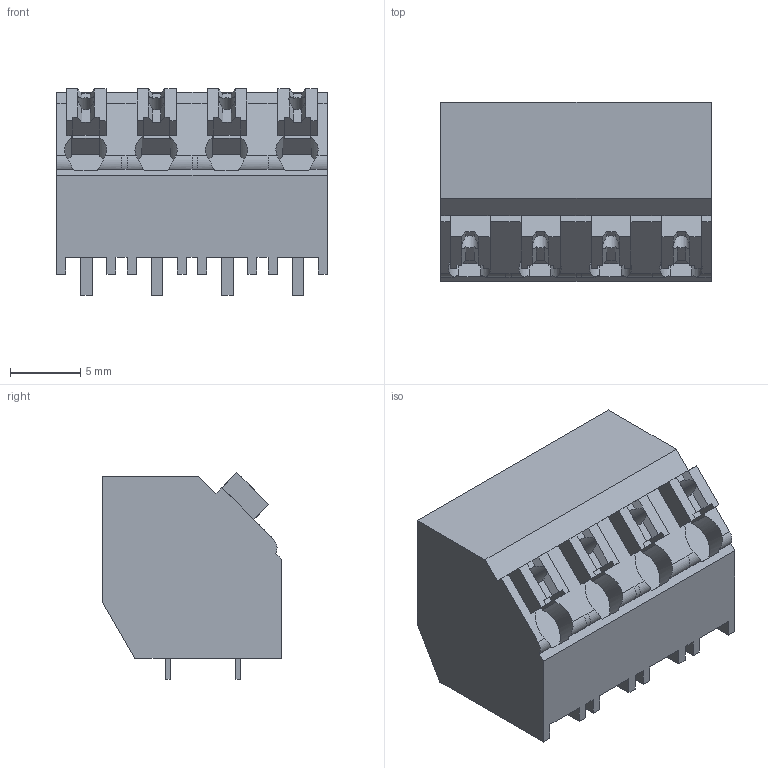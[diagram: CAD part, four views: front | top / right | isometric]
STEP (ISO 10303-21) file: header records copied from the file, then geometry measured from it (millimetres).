
FILE_DESCRIPTION(('CATIA V5 STEP Exchange','CAx-IF Rec.Pracs.--- Model Styling and Organization---1.2---2011-12-15'),'2;1');
FILE_NAME ('D1458626_0_1888590000_1888590000.stp','2018-03-20T12:10:34+00:00',('none'),('Weidmueller'),'CATIA Version 5-6 Release 2014','CATIA V5 STEP AP214','none');
FILE_SCHEMA(('AUTOMOTIVE_DESIGN { 1 0 10303 214 1 1 1 1 }'));
Length unit declared in the file: millimetre
Products named in the file (1): 1888590000
Bounding box: 19.2 x 12.7 x 14.66 mm (x, y, z)
Volume: 2215.5 mm3; surface area: 2258.1 mm2
Topology: 13 solids, 13 shells, 293 faces, 822 edges, 558 vertices
Faces by surface type: plane 267, cylinder 26
Entity records: 8794 total; most frequent: CARTESIAN_POINT 1704, ORIENTED_EDGE 1644, DIRECTION 1132, EDGE_CURVE 822, VECTOR 735, LINE 735, VERTEX_POINT 558, EDGE_LOOP 304
